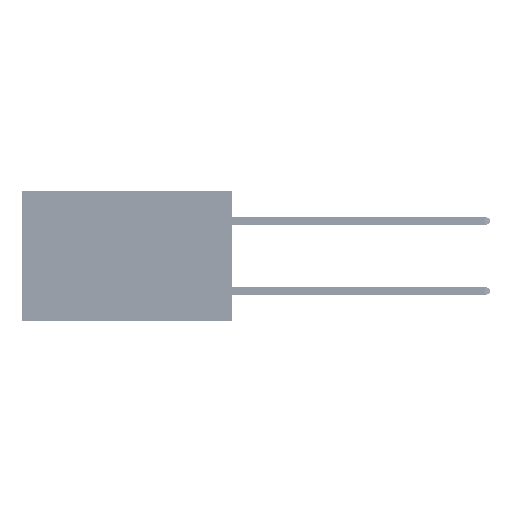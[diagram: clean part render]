
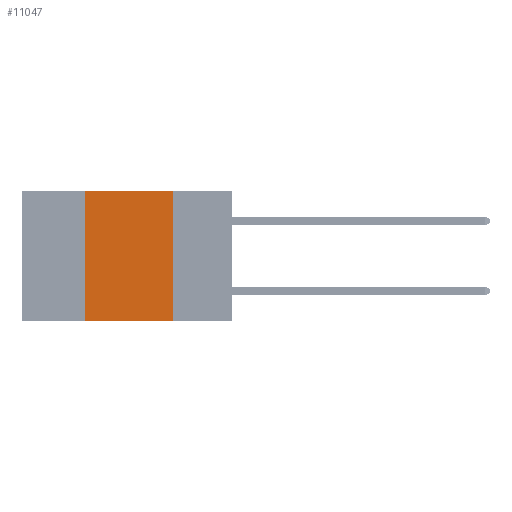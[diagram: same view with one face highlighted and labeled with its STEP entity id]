
A CAD part, left-side view. The second image highlights one B-rep face of the part: STEP entity #11047.
In plain terms, the highlighted planar face has unit normal (-1, 0, 0).
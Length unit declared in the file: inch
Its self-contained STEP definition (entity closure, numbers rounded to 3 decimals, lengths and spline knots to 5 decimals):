
#2940 = EDGE_CURVE ( 'NONE', #43549, #39567, #7497, .T. ) ;
#4448 = DIRECTION ( 'NONE',  ( 0., -1., 0. ) ) ;
#5588 = CARTESIAN_POINT ( 'NONE',  ( 0., 0.17, 0. ) ) ;
#7497 = LINE ( 'NONE', #17534, #11759 ) ;
#7664 = LINE ( 'NONE', #31661, #19969 ) ;
#8041 = CARTESIAN_POINT ( 'NONE',  ( 0., 0.6, 0. ) ) ;
#8140 = VECTOR ( 'NONE', #4448, 39.37008 ) ;
#9211 = EDGE_CURVE ( 'NONE', #43549, #37536, #31152, .T. ) ;
#10660 = VERTEX_POINT ( 'NONE', #5588 ) ;
#11047 = ADVANCED_FACE ( 'NONE', ( #16494 ), #43889, .F. ) ;
#11759 = VECTOR ( 'NONE', #18049, 39.37008 ) ;
#16494 = FACE_OUTER_BOUND ( 'NONE', #36482, .T. ) ;
#17534 = CARTESIAN_POINT ( 'NONE',  ( 0., 0.42, 0. ) ) ;
#18049 = DIRECTION ( 'NONE',  ( 0., 0., 1. ) ) ;
#18578 = LINE ( 'NONE', #8041, #8140 ) ;
#18831 = ORIENTED_EDGE ( 'NONE', *, *, #2940, .F. ) ;
#19969 = VECTOR ( 'NONE', #31835, 39.37008 ) ;
#20234 = VECTOR ( 'NONE', #20618, 39.37008 ) ;
#20285 = EDGE_CURVE ( 'NONE', #10660, #37536, #7664, .T. ) ;
#20618 = DIRECTION ( 'NONE',  ( 0., -1., 0. ) ) ;
#23819 = EDGE_CURVE ( 'NONE', #39567, #10660, #18578, .T. ) ;
#31152 = LINE ( 'NONE', #36038, #20234 ) ;
#31661 = CARTESIAN_POINT ( 'NONE',  ( 0., 0.17, 0. ) ) ;
#31835 = DIRECTION ( 'NONE',  ( 0., 0., -1. ) ) ;
#32024 = CARTESIAN_POINT ( 'NONE',  ( 0., 0.17, -0.37 ) ) ;
#33161 = CARTESIAN_POINT ( 'NONE',  ( 0., 0.42, 0. ) ) ;
#36038 = CARTESIAN_POINT ( 'NONE',  ( 0., 0.6, -0.37 ) ) ;
#36482 = EDGE_LOOP ( 'NONE', ( #45435, #38970, #18831, #36903 ) ) ;
#36903 = ORIENTED_EDGE ( 'NONE', *, *, #9211, .T. ) ;
#36907 = CARTESIAN_POINT ( 'NONE',  ( 0., 0.6, 0. ) ) ;
#37536 = VERTEX_POINT ( 'NONE', #32024 ) ;
#38970 = ORIENTED_EDGE ( 'NONE', *, *, #23819, .F. ) ;
#39567 = VERTEX_POINT ( 'NONE', #33161 ) ;
#40803 = CARTESIAN_POINT ( 'NONE',  ( 0., 0.42, -0.37 ) ) ;
#40836 = DIRECTION ( 'NONE',  ( 1., 0., 0. ) ) ;
#43549 = VERTEX_POINT ( 'NONE', #40803 ) ;
#43815 = AXIS2_PLACEMENT_3D ( 'NONE', #36907, #40836, #44767 ) ;
#43889 = PLANE ( 'NONE',  #43815 ) ;
#44767 = DIRECTION ( 'NONE',  ( 0., 0., -1. ) ) ;
#45435 = ORIENTED_EDGE ( 'NONE', *, *, #20285, .F. ) ;
